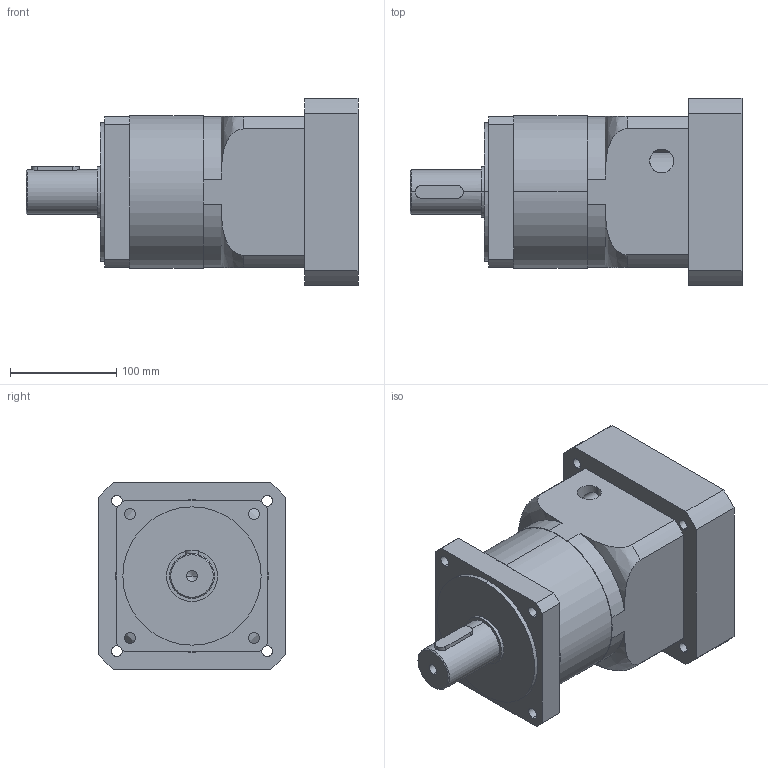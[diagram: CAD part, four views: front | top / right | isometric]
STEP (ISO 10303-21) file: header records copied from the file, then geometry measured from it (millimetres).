
FILE_DESCRIPTION (( 'STEP AP203' ), '1' );
FILE_NAME ('DH150-L1-3-35-114.3-200-M12(連接法蘭)_2024AAA.STEP', '2024-02-19T06:04:53', ( '' ), ( '' ), 'SwSTEP 2.0', 'SolidWorks 2016', '' );
FILE_SCHEMA (( 'CONFIG_CONTROL_DESIGN' ));
Length unit declared in the file: millimetre
Products named in the file (1): DH150-L1-3-35-114.3-200-M12(連接法蘭)_2024AAA
Bounding box: 312 x 176 x 176 mm (x, y, z)
Volume: 4514799 mm3; surface area: 344559.4 mm2
Topology: 6 solids, 6 shells, 353 faces, 843 edges, 538 vertices
Faces by surface type: plane 164, cylinder 141, cone 20, bspline 20, torus 8
Entity records: 11413 total; most frequent: CARTESIAN_POINT 3015, DIRECTION 1782, ORIENTED_EDGE 1666, EDGE_CURVE 833, AXIS2_PLACEMENT_3D 663, VERTEX_POINT 538, VECTOR 456, LINE 456
